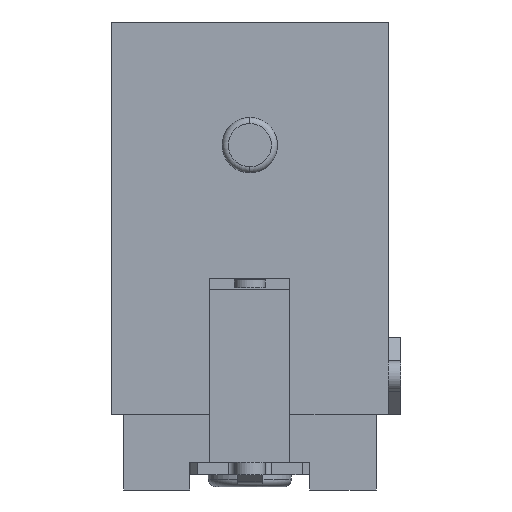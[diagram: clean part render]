
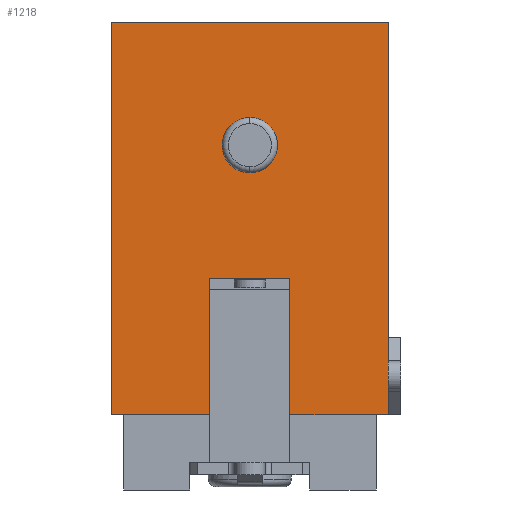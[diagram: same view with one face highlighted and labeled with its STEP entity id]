
A CAD part, front view. The second image highlights one B-rep face of the part: STEP entity #1218.
In plain terms, the highlighted planar face has unit normal (0, -1, 0).
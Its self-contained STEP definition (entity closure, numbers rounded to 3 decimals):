
#40 = VERTEX_POINT ( 'NONE', #1309 ) ;
#42 = EDGE_CURVE ( 'NONE', #43, #40, #1310, .T. ) ;
#43 = VERTEX_POINT ( 'NONE', #1460 ) ;
#299 = EDGE_CURVE ( 'NONE', #373, #552, #2134, .T. ) ;
#327 = EDGE_CURVE ( 'NONE', #552, #407, #2274, .T. ) ;
#367 = EDGE_CURVE ( 'NONE', #407, #558, #2443, .T. ) ;
#373 = VERTEX_POINT ( 'NONE', #2508 ) ;
#407 = VERTEX_POINT ( 'NONE', #2580 ) ;
#547 = EDGE_CURVE ( 'NONE', #40, #43, #2990, .T. ) ;
#552 = VERTEX_POINT ( 'NONE', #2870 ) ;
#558 = VERTEX_POINT ( 'NONE', #2862 ) ;
#1108 = ORIENTED_EDGE ( 'NONE', *, *, #547, .T. ) ;
#1109 = ORIENTED_EDGE ( 'NONE', *, *, #1110, .F. ) ;
#1110 = EDGE_CURVE ( 'NONE', #1111, #1238, #5009, .T. ) ;
#1111 = VERTEX_POINT ( 'NONE', #5005 ) ;
#1112 = ORIENTED_EDGE ( 'NONE', *, *, #1113, .T. ) ;
#1113 = EDGE_CURVE ( 'NONE', #1111, #373, #5004, .T. ) ;
#1114 = ORIENTED_EDGE ( 'NONE', *, *, #299, .T. ) ;
#1115 = ORIENTED_EDGE ( 'NONE', *, *, #327, .T. ) ;
#1116 = ORIENTED_EDGE ( 'NONE', *, *, #367, .T. ) ;
#1117 = ORIENTED_EDGE ( 'NONE', *, *, #1118, .T. ) ;
#1118 = EDGE_CURVE ( 'NONE', #558, #1119, #4878, .T. ) ;
#1119 = VERTEX_POINT ( 'NONE', #4874 ) ;
#1120 = ORIENTED_EDGE ( 'NONE', *, *, #1121, .F. ) ;
#1121 = EDGE_CURVE ( 'NONE', #1237, #1119, #4872, .T. ) ;
#1122 = ORIENTED_EDGE ( 'NONE', *, *, #1236, .T. ) ;
#1218 = ADVANCED_FACE ( 'NONE', ( #5153, #5152 ), #5287, .T. ) ;
#1219 = EDGE_LOOP ( 'NONE', ( #1220, #1108 ) ) ;
#1220 = ORIENTED_EDGE ( 'NONE', *, *, #42, .T. ) ;
#1221 = EDGE_LOOP ( 'NONE', ( #1109, #1112, #1114, #1115, #1116, #1117, #1120, #1122 ) ) ;
#1236 = EDGE_CURVE ( 'NONE', #1237, #1238, #5292, .T. ) ;
#1237 = VERTEX_POINT ( 'NONE', #5347 ) ;
#1238 = VERTEX_POINT ( 'NONE', #5346 ) ;
#1309 = CARTESIAN_POINT ( 'NONE',  ( 0., 0., -4.9 ) ) ;
#1310 = CIRCLE ( 'NONE', #1464, 0.9 ) ;
#1460 = CARTESIAN_POINT ( 'NONE',  ( 0., 0., -3.1 ) ) ;
#1461 = DIRECTION ( 'NONE',  ( 0., 0., 1. ) ) ;
#1462 = DIRECTION ( 'NONE',  ( 0., 1., 0. ) ) ;
#1463 = CARTESIAN_POINT ( 'NONE',  ( 0., 0., -4. ) ) ;
#1464 = AXIS2_PLACEMENT_3D ( 'NONE', #1463, #1462, #1461 ) ;
#2131 = DIRECTION ( 'NONE',  ( 0., 0., 1. ) ) ;
#2132 = VECTOR ( 'NONE', #2131, 1000. ) ;
#2133 = CARTESIAN_POINT ( 'NONE',  ( -1.3, 0., -12.75 ) ) ;
#2134 = LINE ( 'NONE', #2133, #2132 ) ;
#2271 = DIRECTION ( 'NONE',  ( 1., 0., 0. ) ) ;
#2272 = VECTOR ( 'NONE', #2271, 1000. ) ;
#2273 = CARTESIAN_POINT ( 'NONE',  ( -4.5, 0., -8.325 ) ) ;
#2274 = LINE ( 'NONE', #2273, #2272 ) ;
#2440 = DIRECTION ( 'NONE',  ( 0., 0., -1. ) ) ;
#2441 = VECTOR ( 'NONE', #2440, 1000. ) ;
#2442 = CARTESIAN_POINT ( 'NONE',  ( 1.3, 0., -12.75 ) ) ;
#2443 = LINE ( 'NONE', #2442, #2441 ) ;
#2508 = CARTESIAN_POINT ( 'NONE',  ( -1.3, 0., -12.75 ) ) ;
#2580 = CARTESIAN_POINT ( 'NONE',  ( 1.3, 0., -8.325 ) ) ;
#2862 = CARTESIAN_POINT ( 'NONE',  ( 1.3, 0., -12.75 ) ) ;
#2870 = CARTESIAN_POINT ( 'NONE',  ( -1.3, 0., -8.325 ) ) ;
#2981 = DIRECTION ( 'NONE',  ( 0., 0., 1. ) ) ;
#2982 = DIRECTION ( 'NONE',  ( 0., 1., 0. ) ) ;
#2983 = CARTESIAN_POINT ( 'NONE',  ( 0., 0., -4. ) ) ;
#2984 = AXIS2_PLACEMENT_3D ( 'NONE', #2983, #2982, #2981 ) ;
#2990 = CIRCLE ( 'NONE', #2984, 0.9 ) ;
#4869 = DIRECTION ( 'NONE',  ( 0., 0., -1. ) ) ;
#4870 = VECTOR ( 'NONE', #4869, 1000. ) ;
#4871 = CARTESIAN_POINT ( 'NONE',  ( 4.5, 0., -12.75 ) ) ;
#4872 = LINE ( 'NONE', #4871, #4870 ) ;
#4874 = CARTESIAN_POINT ( 'NONE',  ( 4.5, 0., -12.75 ) ) ;
#4875 = DIRECTION ( 'NONE',  ( 1., 0., 0. ) ) ;
#4876 = VECTOR ( 'NONE', #4875, 1000. ) ;
#4877 = CARTESIAN_POINT ( 'NONE',  ( 4.5, 0., -12.75 ) ) ;
#4878 = LINE ( 'NONE', #4877, #4876 ) ;
#5001 = DIRECTION ( 'NONE',  ( 1., 0., 0. ) ) ;
#5002 = VECTOR ( 'NONE', #5001, 1000. ) ;
#5003 = CARTESIAN_POINT ( 'NONE',  ( 4.5, 0., -12.75 ) ) ;
#5004 = LINE ( 'NONE', #5003, #5002 ) ;
#5005 = CARTESIAN_POINT ( 'NONE',  ( -4.5, 0., -12.75 ) ) ;
#5006 = DIRECTION ( 'NONE',  ( 0., 0., 1. ) ) ;
#5007 = VECTOR ( 'NONE', #5006, 1000. ) ;
#5008 = CARTESIAN_POINT ( 'NONE',  ( -4.5, 0., -12.75 ) ) ;
#5009 = LINE ( 'NONE', #5008, #5007 ) ;
#5152 = FACE_OUTER_BOUND ( 'NONE', #1221, .T. ) ;
#5153 = FACE_BOUND ( 'NONE', #1219, .T. ) ;
#5249 = DIRECTION ( 'NONE',  ( 0., 0., -1. ) ) ;
#5250 = DIRECTION ( 'NONE',  ( 0., -1., 0. ) ) ;
#5251 = CARTESIAN_POINT ( 'NONE',  ( -4.5, 0., -12.75 ) ) ;
#5252 = AXIS2_PLACEMENT_3D ( 'NONE', #5251, #5250, #5249 ) ;
#5287 = PLANE ( 'NONE',  #5252 ) ;
#5289 = DIRECTION ( 'NONE',  ( -1., 0., 0. ) ) ;
#5290 = VECTOR ( 'NONE', #5289, 1000. ) ;
#5291 = CARTESIAN_POINT ( 'NONE',  ( -4.5, 0., 0. ) ) ;
#5292 = LINE ( 'NONE', #5291, #5290 ) ;
#5346 = CARTESIAN_POINT ( 'NONE',  ( -4.5, 0., 0. ) ) ;
#5347 = CARTESIAN_POINT ( 'NONE',  ( 4.5, 0., 0. ) ) ;
